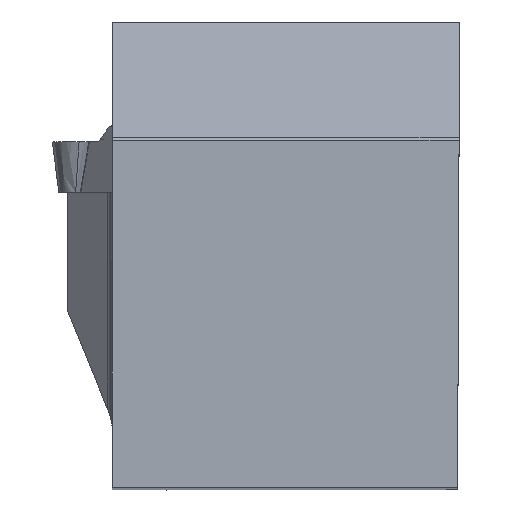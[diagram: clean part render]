
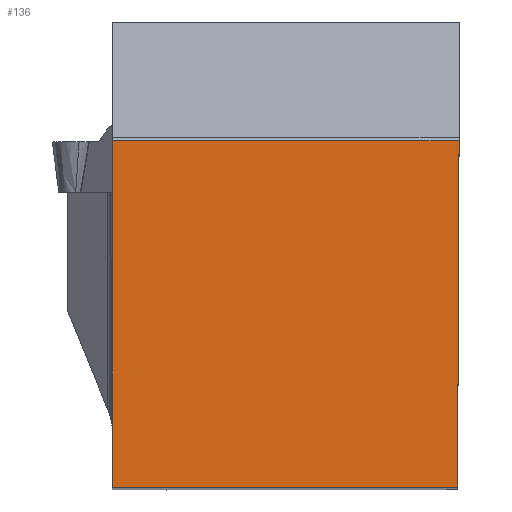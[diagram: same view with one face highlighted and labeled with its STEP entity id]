
A CAD part, top view. The second image highlights one B-rep face of the part: STEP entity #136.
In plain terms, the highlighted planar face has unit normal (0, 0, 1).
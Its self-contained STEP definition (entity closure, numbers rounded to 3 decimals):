
#136=ADVANCED_FACE('',(#221),#190,.F.);
#190=PLANE('',#1246);
#221=FACE_OUTER_BOUND('',#275,.T.);
#275=EDGE_LOOP('',(#446,#447,#448,#449));
#446=ORIENTED_EDGE('',*,*,#887,.F.);
#447=ORIENTED_EDGE('',*,*,#863,.T.);
#448=ORIENTED_EDGE('',*,*,#888,.T.);
#449=ORIENTED_EDGE('',*,*,#866,.F.);
#742=VERTEX_POINT('',#1567);
#746=VERTEX_POINT('',#1575);
#749=VERTEX_POINT('',#1582);
#750=VERTEX_POINT('',#1584);
#863=EDGE_CURVE('',#742,#746,#1027,.T.);
#866=EDGE_CURVE('',#749,#750,#1030,.T.);
#887=EDGE_CURVE('',#742,#749,#1050,.T.);
#888=EDGE_CURVE('',#746,#750,#1051,.T.);
#1027=LINE('',#1576,#1109);
#1030=LINE('',#1583,#1112);
#1050=LINE('',#1623,#1132);
#1051=LINE('',#1624,#1133);
#1109=VECTOR('',#1332,1.);
#1112=VECTOR('',#1337,1.);
#1132=VECTOR('',#1369,1.);
#1133=VECTOR('',#1370,1.);
#1246=AXIS2_PLACEMENT_3D('',#1625,#1371,#1372);
#1332=DIRECTION('',(0.004,1.,0.));
#1337=DIRECTION('',(0.,1.,0.));
#1369=DIRECTION('',(-1.,0.,0.));
#1370=DIRECTION('',(-1.,0.,0.));
#1371=DIRECTION('',(0.,0.,-1.));
#1372=DIRECTION('',(1.,0.,0.));
#1567=CARTESIAN_POINT('',(-0.138,0.,0.));
#1575=CARTESIAN_POINT('',(0.,31.625,0.));
#1576=CARTESIAN_POINT('',(0.052,43.446,0.));
#1582=CARTESIAN_POINT('',(-31.625,0.,0.));
#1583=CARTESIAN_POINT('',(-31.625,43.625,0.));
#1584=CARTESIAN_POINT('',(-31.625,31.625,0.));
#1623=CARTESIAN_POINT('',(-40.922,0.,0.));
#1624=CARTESIAN_POINT('',(-40.922,31.625,0.));
#1625=CARTESIAN_POINT('',(-40.922,43.625,0.));
